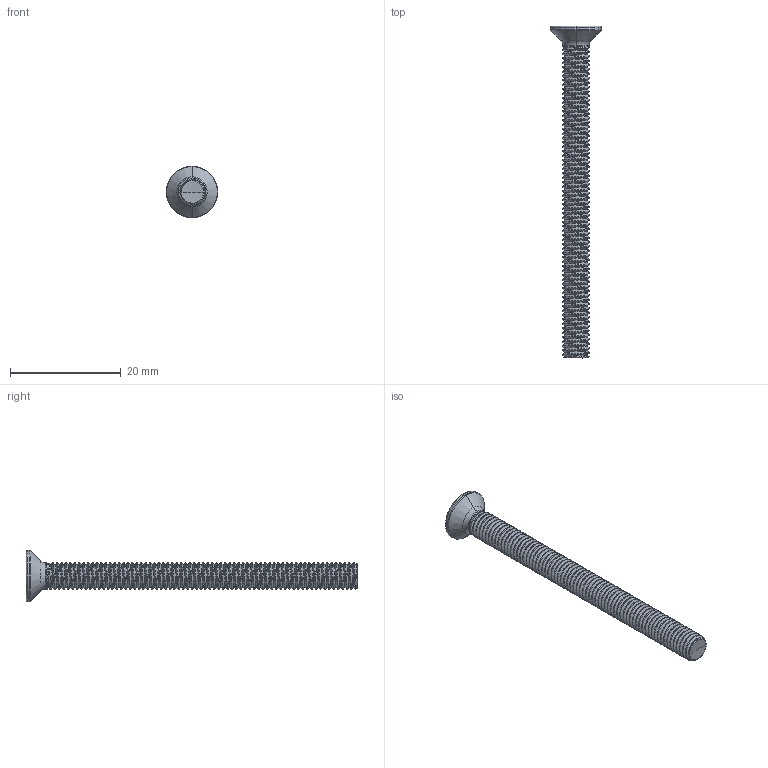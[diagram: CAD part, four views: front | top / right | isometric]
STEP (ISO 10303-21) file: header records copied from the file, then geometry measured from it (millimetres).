
FILE_DESCRIPTION (( 'STEP AP203' ), '1' );
FILE_NAME ('STM410500600.STEP', '2020-12-18T17:31:58', ( '' ), ( '' ), 'SwSTEP 2.0', 'SolidWorks 2015', '' );
FILE_SCHEMA (( 'CONFIG_CONTROL_DESIGN' ));
Length unit declared in the file: millimetre
Products named in the file (2): STM410500600
Bounding box: 9.3 x 60 x 9.3 mm (x, y, z)
Volume: 1029.4 mm3; surface area: 1539.1 mm2
Topology: 1 solids, 1 shells, 213 faces, 602 edges, 390 vertices
Faces by surface type: cylinder 164, bspline 18, cone 15, torus 9, plane 5, sphere 2
Entity records: 40322 total; most frequent: CARTESIAN_POINT 35683, ORIENTED_EDGE 1200, DIRECTION 696, EDGE_CURVE 600, VERTEX_POINT 390, AXIS2_PLACEMENT_3D 259, EDGE_LOOP 214, ADVANCED_FACE 213
